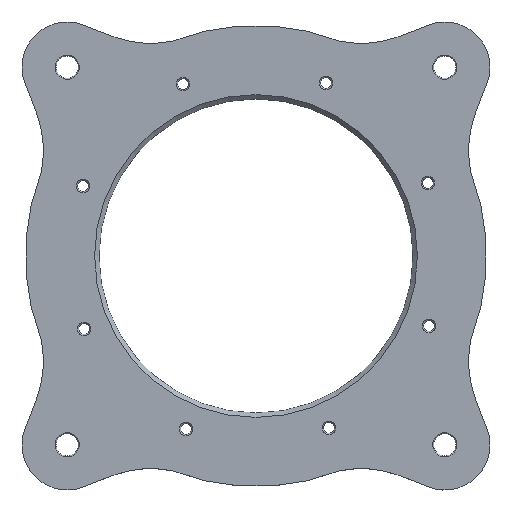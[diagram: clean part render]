
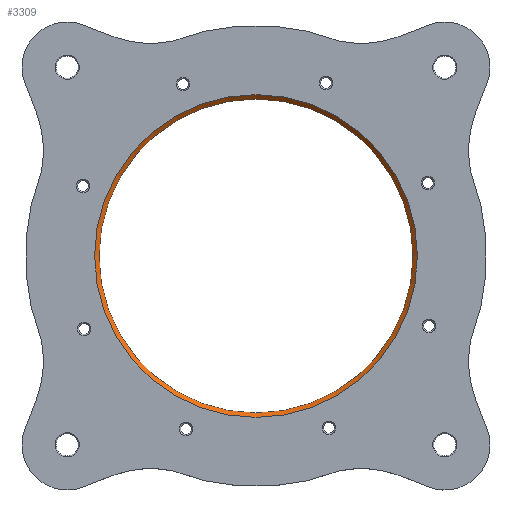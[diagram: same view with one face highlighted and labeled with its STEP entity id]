
A CAD part, top view. The second image highlights one B-rep face of the part: STEP entity #3309.
In plain terms, the highlighted conical face has half-angle 45 degrees and reference radius 36.25 mm.
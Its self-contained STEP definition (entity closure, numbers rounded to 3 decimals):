
#66=CONICAL_SURFACE('',#3624,36.25,0.785);
#293=FACE_OUTER_BOUND('',#504,.T.);
#504=EDGE_LOOP('',(#3004,#3005,#3006,#3007));
#588=CIRCLE('',#3514,36.75);
#636=CIRCLE('',#3623,35.75);
#1011=LINE('',#12660,#1162);
#1162=VECTOR('',#4379,36.25);
#1430=VERTEX_POINT('',#12431);
#1486=VERTEX_POINT('',#12656);
#1883=EDGE_CURVE('',#1430,#1430,#588,.T.);
#1991=EDGE_CURVE('',#1486,#1486,#636,.T.);
#1993=EDGE_CURVE('',#1430,#1486,#1011,.T.);
#3004=ORIENTED_EDGE('',*,*,#1883,.T.);
#3005=ORIENTED_EDGE('',*,*,#1993,.T.);
#3006=ORIENTED_EDGE('',*,*,#1991,.T.);
#3007=ORIENTED_EDGE('',*,*,#1993,.F.);
#3309=ADVANCED_FACE('',(#293),#66,.F.);
#3514=AXIS2_PLACEMENT_3D('',#12432,#4096,#4097);
#3623=AXIS2_PLACEMENT_3D('',#12657,#4374,#4375);
#3624=AXIS2_PLACEMENT_3D('',#12659,#4377,#4378);
#4096=DIRECTION('center_axis',(0.,0.,1.));
#4097=DIRECTION('ref_axis',(1.,0.,0.));
#4374=DIRECTION('center_axis',(0.,0.,-1.));
#4375=DIRECTION('ref_axis',(1.,0.,0.));
#4377=DIRECTION('center_axis',(0.,0.,1.));
#4378=DIRECTION('ref_axis',(1.,0.,0.));
#4379=DIRECTION('',(0.707,0.,-0.707));
#12431=CARTESIAN_POINT('',(-36.75,0.,3.));
#12432=CARTESIAN_POINT('Origin',(0.,0.,3.));
#12656=CARTESIAN_POINT('',(-35.75,0.,2.));
#12657=CARTESIAN_POINT('Origin',(0.,0.,2.));
#12659=CARTESIAN_POINT('Origin',(0.,0.,2.5));
#12660=CARTESIAN_POINT('',(-36.25,0.,2.5));
